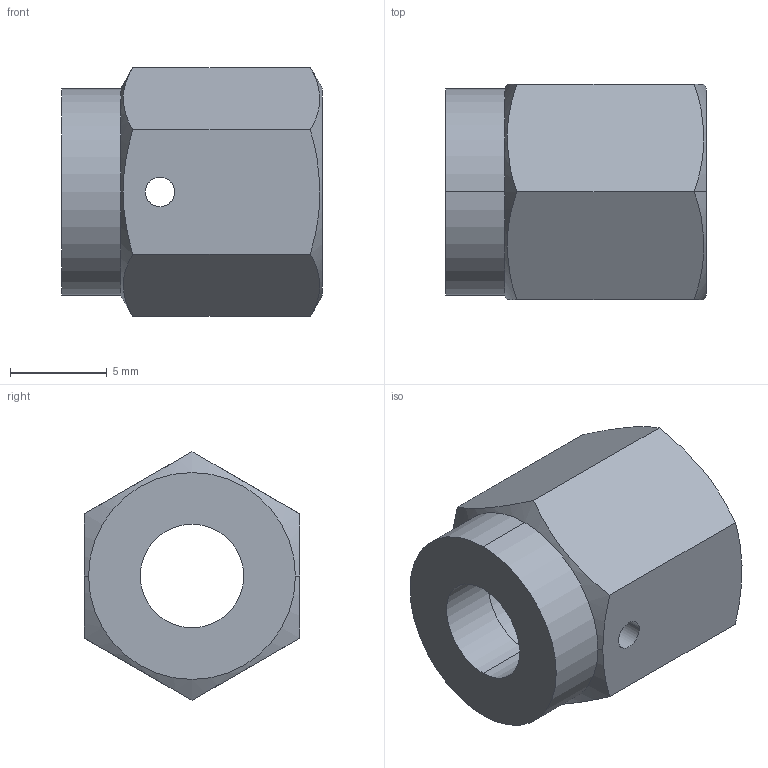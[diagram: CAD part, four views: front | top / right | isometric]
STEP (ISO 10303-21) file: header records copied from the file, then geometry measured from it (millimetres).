
FILE_DESCRIPTION(('starvars output'),'2;1');
FILE_NAME('cv20190725164151000081318.stp','16:41:51 2019/07/25',( 'Thomas Industrial Network Germany GmbH'),( 'Thomas Industrial Network Germany GmbH'),'unknown preprocess','ACIS' ,'unknown authorization');
FILE_SCHEMA(('AUTOMOTIVE_DESIGN_CC2 {UNKNOWN IMPLEMENTATION LEVEL}'));
Length unit declared in the file: millimetre
Products named in the file (2): PRODUCT_ID_1; PRODUCT_ID_2
Bounding box: 13.46 x 11.11 x 12.83 mm (x, y, z)
Volume: 971.3 mm3; surface area: 1250.9 mm2
Topology: 2 solids, 2 shells, 38 faces, 90 edges, 56 vertices
Faces by surface type: cylinder 16, cone 12, plane 10
Entity records: 1458 total; most frequent: CARTESIAN_POINT 248, ORIENTED_EDGE 180, DIRECTION 114, EDGE_CURVE 90, VERTEX_POINT 56, EDGE_LOOP 46, FACE_BOUND 46, AXIS2_PLACEMENT_3D 40
